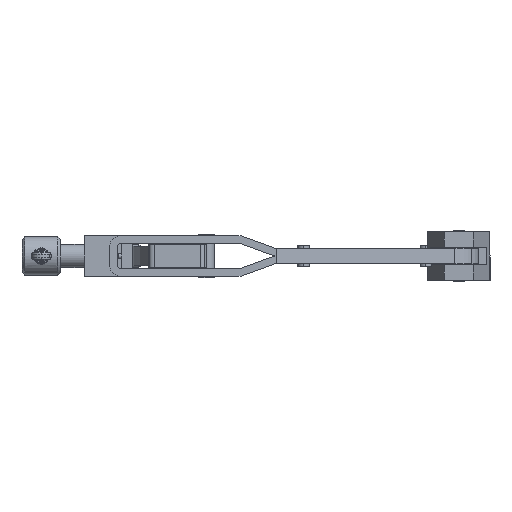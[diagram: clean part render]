
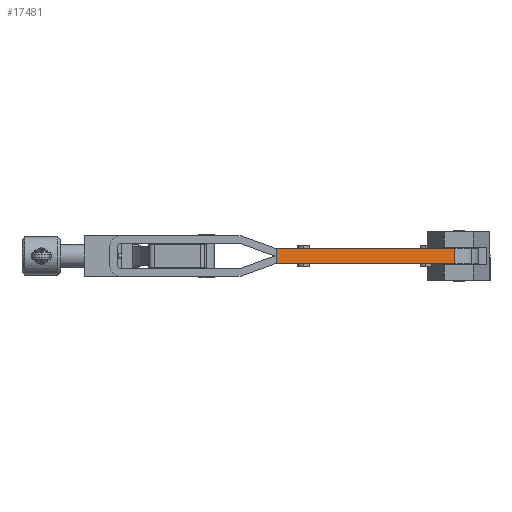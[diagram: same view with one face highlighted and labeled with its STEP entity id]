
A CAD part, left-side view. The second image highlights one B-rep face of the part: STEP entity #17481.
In plain terms, the highlighted planar face has unit normal (-0.982, -0.189, 0).
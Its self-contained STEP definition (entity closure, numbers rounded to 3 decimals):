
#3857=CARTESIAN_POINT('',(28.451,-131.86,11.381));
#3858=VERTEX_POINT('',#3857);
#3866=CARTESIAN_POINT('',(28.451,-131.86,3.381));
#3867=VERTEX_POINT('',#3866);
#3868=CARTESIAN_POINT('',(28.451,-131.86,11.381));
#3869=DIRECTION('',(0.0,0.0,-1.0));
#3870=VECTOR('',#3869,8.);
#3871=LINE('',#3868,#3870);
#3872=EDGE_CURVE('',#3858,#3867,#3871,.T.);
#16553=CARTESIAN_POINT('',(10.789,-39.883,3.381));
#16554=VERTEX_POINT('',#16553);
#16555=CARTESIAN_POINT('',(10.789,-39.883,3.381));
#16556=DIRECTION('',(0.189,-0.982,0.));
#16557=VECTOR('',#16556,93.657);
#16558=LINE('',#16555,#16557);
#16559=EDGE_CURVE('',#16554,#3867,#16558,.T.);
#17458=CARTESIAN_POINT('',(30.789,-144.031,11.381));
#17459=DIRECTION('',(0.982,0.189,0.));
#17460=DIRECTION('',(0.0,0.0,-1.0));
#17461=AXIS2_PLACEMENT_3D('',#17458,#17459,#17460);
#17462=PLANE('',#17461);
#17463=ORIENTED_EDGE('',*,*,#3872,.F.);
#17464=CARTESIAN_POINT('',(10.789,-39.883,11.381));
#17465=VERTEX_POINT('',#17464);
#17466=CARTESIAN_POINT('',(10.789,-39.883,11.381));
#17467=DIRECTION('',(0.189,-0.982,0.));
#17468=VECTOR('',#17467,93.657);
#17469=LINE('',#17466,#17468);
#17470=EDGE_CURVE('',#17465,#3858,#17469,.T.);
#17471=ORIENTED_EDGE('',*,*,#17470,.F.);
#17472=CARTESIAN_POINT('',(10.789,-39.883,3.381));
#17473=DIRECTION('',(0.0,0.0,1.0));
#17474=VECTOR('',#17473,8.);
#17475=LINE('',#17472,#17474);
#17476=EDGE_CURVE('',#16554,#17465,#17475,.T.);
#17477=ORIENTED_EDGE('',*,*,#17476,.F.);
#17478=ORIENTED_EDGE('',*,*,#16559,.T.);
#17479=EDGE_LOOP('',(#17463,#17471,#17477,#17478));
#17480=FACE_OUTER_BOUND('',#17479,.T.);
#17481=ADVANCED_FACE('',(#17480),#17462,.F.);
